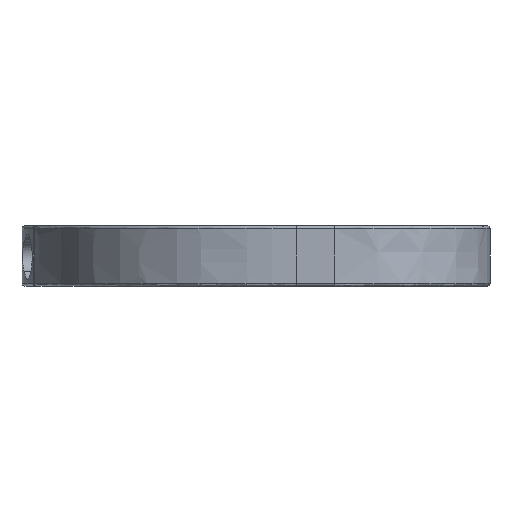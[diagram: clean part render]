
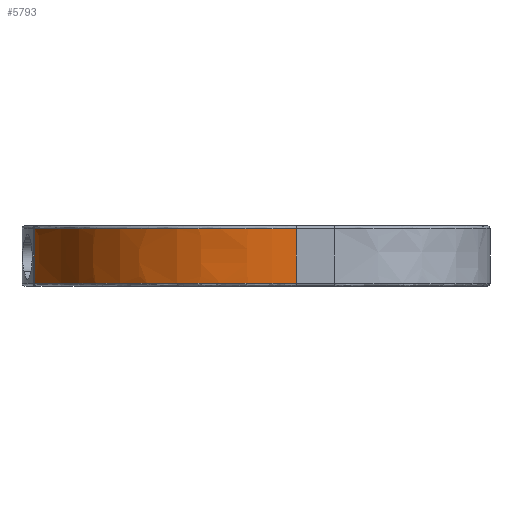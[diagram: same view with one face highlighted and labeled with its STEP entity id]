
A CAD part, left-side view. The second image highlights one B-rep face of the part: STEP entity #5793.
In plain terms, the highlighted face is a extrusion surface.
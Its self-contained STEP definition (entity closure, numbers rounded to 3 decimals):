
#1341=DIRECTION('',(0.,0.,1.));
#1342=VECTOR('',#1341,5.9);
#1343=CARTESIAN_POINT('',(-38.11,-3.77,-6.2));
#1344=LINE('',#1343,#1342);
#1388=DIRECTION('',(0.,0.,1.));
#1389=VECTOR('',#1388,5.902);
#1390=CARTESIAN_POINT('',(-13.05,24.513,
-6.201));
#1391=LINE('',#1390,#1389);
#1403=CARTESIAN_POINT('',(-13.05,24.513,
-6.201));
#1404=CARTESIAN_POINT('',(-13.673,24.353,
-6.201));
#1405=CARTESIAN_POINT('',(-16.986,23.435,
-6.198));
#1406=CARTESIAN_POINT('',(-21.987,21.592,
-6.201));
#1407=CARTESIAN_POINT('',(-28.227,18.146,
-6.2));
#1408=CARTESIAN_POINT('',(-33.132,13.264,
-6.2));
#1409=CARTESIAN_POINT('',(-37.378,5.832,
-6.2));
#1410=CARTESIAN_POINT('',(-38.11,-0.224,-6.2));
#1411=CARTESIAN_POINT('',(-38.11,-3.77,-6.2));
#1534=CARTESIAN_POINT('',(-13.05,24.513,
-0.299));
#1535=CARTESIAN_POINT('',(-13.673,24.353,
-0.299));
#1536=CARTESIAN_POINT('',(-16.986,23.435,
-0.302));
#1537=CARTESIAN_POINT('',(-21.987,21.592,
-0.299));
#1538=CARTESIAN_POINT('',(-28.227,18.146,
-0.3));
#1539=CARTESIAN_POINT('',(-33.132,13.264,
-0.3));
#1540=CARTESIAN_POINT('',(-37.378,5.832,
-0.3));
#1541=CARTESIAN_POINT('',(-38.11,-0.224,-0.3));
#1542=CARTESIAN_POINT('',(-38.11,-3.77,-0.3));
#3770=CARTESIAN_POINT('',(-13.05,24.513,
-6.201));
#3771=CARTESIAN_POINT('',(-13.05,24.513,
-0.299));
#3772=VERTEX_POINT('',#3770);
#3773=VERTEX_POINT('',#3771);
#3812=CARTESIAN_POINT('',(-38.11,-3.77,-6.2));
#3813=VERTEX_POINT('',#3812);
#3833=CARTESIAN_POINT('',(-38.11,-3.77,-0.3));
#3834=VERTEX_POINT('',#3833);
#5768=CARTESIAN_POINT('',(-38.107,-4.28,-6.5));
#5769=CARTESIAN_POINT('',(-38.109,-4.11,-6.5));
#5770=CARTESIAN_POINT('',(-38.13,-0.392,-6.5));
#5771=CARTESIAN_POINT('',(-37.378,5.832,-6.5));
#5772=CARTESIAN_POINT('',(-33.132,13.264,-6.5));
#5773=CARTESIAN_POINT('',(-28.227,18.146,-6.5));
#5774=CARTESIAN_POINT('',(-21.987,21.592,-6.5));
#5775=CARTESIAN_POINT('',(-13.971,24.548,-6.5));
#5776=CARTESIAN_POINT('',(-7.187,25.873,-6.5));
#5777=CARTESIAN_POINT('',(-3.16,25.839,-6.5));
#5778=CARTESIAN_POINT('',(-2.99,25.836,-6.5));
#5780=DIRECTION('',(0.,0.,-1.));
#5781=VECTOR('',#5780,1.);
#5782=SURFACE_OF_LINEAR_EXTRUSION('',#5779,#5781);
#5784=ORIENTED_EDGE('',*,*,#5783,.T.);
#5786=ORIENTED_EDGE('',*,*,#5785,.T.);
#5788=ORIENTED_EDGE('',*,*,#5787,.F.);
#5790=ORIENTED_EDGE('',*,*,#5789,.F.);
#5791=EDGE_LOOP('',(#5784,#5786,#5788,#5790));
#5792=FACE_OUTER_BOUND('',#5791,.F.);
#5793=ADVANCED_FACE('',(#5792),#5782,.T.);
#1412=B_SPLINE_CURVE_WITH_KNOTS('',3,(#1403,#1404,#1405,#1406,#1407,#1408,#1409,
#1410,#1411),.UNSPECIFIED.,.F.,.F.,(4,1,1,1,1,1,4),(0.,0.047,
0.249,0.388,0.562,0.747,1.),
.UNSPECIFIED.);
#1543=B_SPLINE_CURVE_WITH_KNOTS('',3,(#1534,#1535,#1536,#1537,#1538,#1539,#1540,
#1541,#1542),.UNSPECIFIED.,.F.,.F.,(4,1,1,1,1,1,4),(0.,0.047,
0.249,0.388,0.562,0.747,1.),
.UNSPECIFIED.);
#5779=B_SPLINE_CURVE_WITH_KNOTS('',3,(#5768,#5769,#5770,#5771,#5772,#5773,#5774,
#5775,#5776,#5777,#5778),.UNSPECIFIED.,.F.,.F.,(4,1,1,1,1,1,1,1,4),(0.,
0.01,0.211,0.357,0.496,
0.606,0.767,0.99,1.),.UNSPECIFIED.);
#5783=EDGE_CURVE('',#3772,#3773,#1391,.T.);
#5785=EDGE_CURVE('',#3773,#3834,#1543,.T.);
#5787=EDGE_CURVE('',#3813,#3834,#1344,.T.);
#5789=EDGE_CURVE('',#3772,#3813,#1412,.T.);
